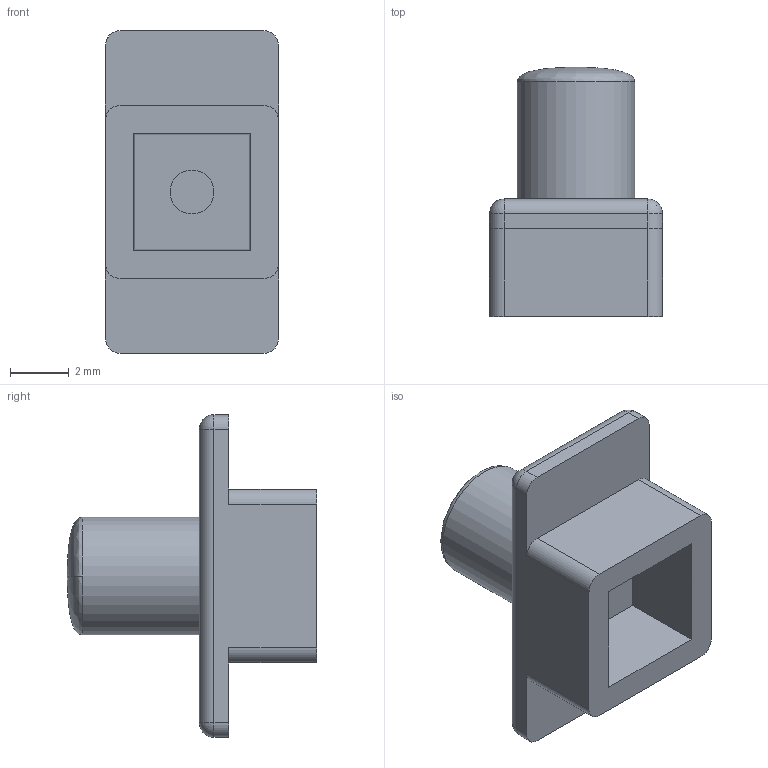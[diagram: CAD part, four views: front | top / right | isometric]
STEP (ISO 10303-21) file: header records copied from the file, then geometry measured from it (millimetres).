
FILE_DESCRIPTION(/* description */ (''),/* implementation_level */ '2;1');
FILE_NAME(/* name */ '276-2194-SWITCH_BUTTON.ipt.step',/* time_stamp */ '2020-04-16T23:10:18-04:00',/* author */ ('Jordan'),/* organization */ (''),/* preprocessor_version */ 'ST-DEVELOPER v17',/* originating_system */ 'Autodesk Inventor 2019',/* authorisation */ '');
FILE_SCHEMA (('AUTOMOTIVE_DESIGN { 1 0 10303 214 3 1 1 }'));
Length unit declared in the file: inch
Products named in the file (1): 276-2194-SWITCH_BUTTON
Bounding box: 5.9 x 8.5 x 11 mm (x, y, z)
Volume: 172.3 mm3; surface area: 337.8 mm2
Topology: 1 solids, 2 shells, 39 faces, 94 edges, 59 vertices
Faces by surface type: plane 18, cylinder 15, sphere 4, bspline 2
Full cylindrical faces by diameter (mm): 1.5 x2, 4 x1
Entity records: 1370 total; most frequent: CARTESIAN_POINT 410, DIRECTION 203, ORIENTED_EDGE 182, EDGE_CURVE 91, AXIS2_PLACEMENT_3D 76, VERTEX_POINT 59, LINE 51, VECTOR 51
